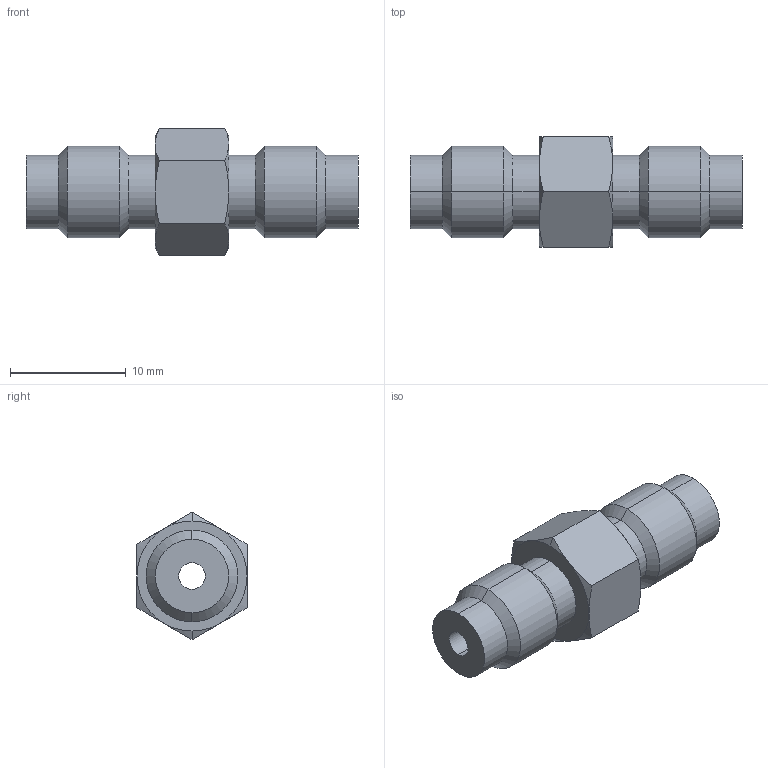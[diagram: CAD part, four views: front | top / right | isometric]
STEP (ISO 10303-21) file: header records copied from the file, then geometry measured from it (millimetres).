
FILE_DESCRIPTION(('starvars output'),'2;1');
FILE_NAME('cv20190731192113000066443.stp','19:21:13 2019/07/31',( 'Thomas Industrial Network Germany GmbH'),( 'Thomas Industrial Network Germany GmbH'),'unknown preprocess','ACIS' ,'unknown authorization');
FILE_SCHEMA(('CONFIG_CONTROL_DESIGN {UNKNOWN IMPLEMENTATION LEVEL}'));
Length unit declared in the file: millimetre
Products named in the file (1): PRODUCT_ID_2
Bounding box: 28.7 x 9.53 x 11 mm (x, y, z)
Volume: 1275.3 mm3; surface area: 1086.6 mm2
Topology: 1 solids, 1 shells, 48 faces, 100 edges, 56 vertices
Faces by surface type: cone 24, cylinder 14, plane 10
Entity records: 1052 total; most frequent: ORIENTED_EDGE 200, CARTESIAN_POINT 199, DIRECTION 110, EDGE_CURVE 100, VERTEX_POINT 56, EDGE_LOOP 52, FACE_BOUND 52, ADVANCED_FACE 48
